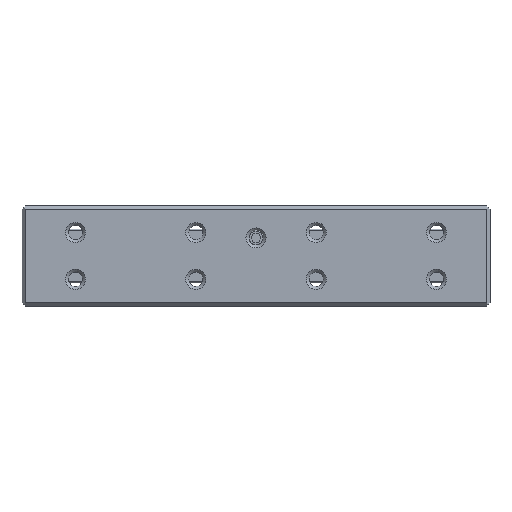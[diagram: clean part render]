
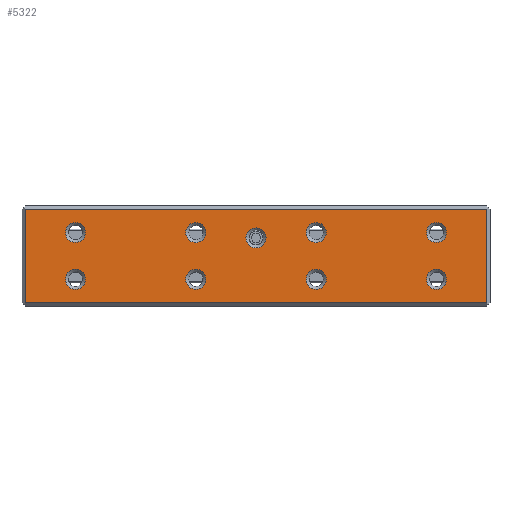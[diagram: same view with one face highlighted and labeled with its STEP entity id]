
A CAD part, top view. The second image highlights one B-rep face of the part: STEP entity #5322.
In plain terms, the highlighted planar face has unit normal (0, 0, 1).
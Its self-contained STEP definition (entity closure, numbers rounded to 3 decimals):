
#5322=ADVANCED_FACE('',(#9389,#9390,#9391,#9392,#9393,#9394,#9395,#9396,
#9397,#9398),#6021,.T.);
#6021=PLANE('',#17300);
#6913=LINE('',#22246,#8321);
#6914=LINE('',#22249,#8322);
#6915=LINE('',#22251,#8323);
#6916=LINE('',#22253,#8324);
#8321=VECTOR('',#18482,1.);
#8322=VECTOR('',#18483,1.);
#8323=VECTOR('',#18484,1.);
#8324=VECTOR('',#18485,1.);
#9389=FACE_BOUND('',#9639,.T.);
#9390=FACE_BOUND('',#9640,.T.);
#9391=FACE_BOUND('',#9641,.T.);
#9392=FACE_BOUND('',#9642,.T.);
#9393=FACE_BOUND('',#9643,.T.);
#9394=FACE_BOUND('',#9644,.T.);
#9395=FACE_BOUND('',#9645,.T.);
#9396=FACE_BOUND('',#9646,.T.);
#9397=FACE_BOUND('',#9647,.T.);
#9398=FACE_BOUND('',#9648,.T.);
#9639=EDGE_LOOP('',(#11101));
#9640=EDGE_LOOP('',(#11102));
#9641=EDGE_LOOP('',(#11103));
#9642=EDGE_LOOP('',(#11104));
#9643=EDGE_LOOP('',(#11105));
#9644=EDGE_LOOP('',(#11106));
#9645=EDGE_LOOP('',(#11107));
#9646=EDGE_LOOP('',(#11108));
#9647=EDGE_LOOP('',(#11109));
#9648=EDGE_LOOP('',(#11110,#11111,#11112,#11113));
#11101=ORIENTED_EDGE('',*,*,#15903,.T.);
#11102=ORIENTED_EDGE('',*,*,#15904,.T.);
#11103=ORIENTED_EDGE('',*,*,#15905,.T.);
#11104=ORIENTED_EDGE('',*,*,#15906,.T.);
#11105=ORIENTED_EDGE('',*,*,#15907,.T.);
#11106=ORIENTED_EDGE('',*,*,#15908,.T.);
#11107=ORIENTED_EDGE('',*,*,#15909,.T.);
#11108=ORIENTED_EDGE('',*,*,#15910,.T.);
#11109=ORIENTED_EDGE('',*,*,#15911,.T.);
#11110=ORIENTED_EDGE('',*,*,#15912,.T.);
#11111=ORIENTED_EDGE('',*,*,#15913,.T.);
#11112=ORIENTED_EDGE('',*,*,#15914,.T.);
#11113=ORIENTED_EDGE('',*,*,#15915,.T.);
#14629=VERTEX_POINT('',#22229);
#14630=VERTEX_POINT('',#22231);
#14631=VERTEX_POINT('',#22233);
#14632=VERTEX_POINT('',#22235);
#14633=VERTEX_POINT('',#22237);
#14634=VERTEX_POINT('',#22239);
#14635=VERTEX_POINT('',#22241);
#14636=VERTEX_POINT('',#22243);
#14637=VERTEX_POINT('',#22245);
#14638=VERTEX_POINT('',#22247);
#14639=VERTEX_POINT('',#22248);
#14640=VERTEX_POINT('',#22250);
#14641=VERTEX_POINT('',#22252);
#15903=EDGE_CURVE('',#14629,#14629,#17143,.T.);
#15904=EDGE_CURVE('',#14630,#14630,#17144,.T.);
#15905=EDGE_CURVE('',#14631,#14631,#17145,.T.);
#15906=EDGE_CURVE('',#14632,#14632,#17146,.T.);
#15907=EDGE_CURVE('',#14633,#14633,#17147,.T.);
#15908=EDGE_CURVE('',#14634,#14634,#17148,.T.);
#15909=EDGE_CURVE('',#14635,#14635,#17149,.T.);
#15910=EDGE_CURVE('',#14636,#14636,#17150,.T.);
#15911=EDGE_CURVE('',#14637,#14637,#17151,.T.);
#15912=EDGE_CURVE('',#14638,#14639,#6913,.T.);
#15913=EDGE_CURVE('',#14639,#14640,#6914,.T.);
#15914=EDGE_CURVE('',#14640,#14641,#6915,.T.);
#15915=EDGE_CURVE('',#14641,#14638,#6916,.T.);
#17143=CIRCLE('',#17291,1.5);
#17144=CIRCLE('',#17292,1.5);
#17145=CIRCLE('',#17293,1.5);
#17146=CIRCLE('',#17294,1.5);
#17147=CIRCLE('',#17295,1.5);
#17148=CIRCLE('',#17296,1.5);
#17149=CIRCLE('',#17297,1.5);
#17150=CIRCLE('',#17298,1.5);
#17151=CIRCLE('',#17299,1.5);
#17291=AXIS2_PLACEMENT_3D('',#22228,#18464,#18465);
#17292=AXIS2_PLACEMENT_3D('',#22230,#18466,#18467);
#17293=AXIS2_PLACEMENT_3D('',#22232,#18468,#18469);
#17294=AXIS2_PLACEMENT_3D('',#22234,#18470,#18471);
#17295=AXIS2_PLACEMENT_3D('',#22236,#18472,#18473);
#17296=AXIS2_PLACEMENT_3D('',#22238,#18474,#18475);
#17297=AXIS2_PLACEMENT_3D('',#22240,#18476,#18477);
#17298=AXIS2_PLACEMENT_3D('',#22242,#18478,#18479);
#17299=AXIS2_PLACEMENT_3D('',#22244,#18480,#18481);
#17300=AXIS2_PLACEMENT_3D('',#22254,#18486,#18487);
#18464=DIRECTION('',(0.,0.,-1.));
#18465=DIRECTION('',(1.,0.,0.));
#18466=DIRECTION('',(0.,0.,-1.));
#18467=DIRECTION('',(1.,0.,0.));
#18468=DIRECTION('',(0.,0.,-1.));
#18469=DIRECTION('',(1.,0.,0.));
#18470=DIRECTION('',(0.,0.,-1.));
#18471=DIRECTION('',(1.,0.,0.));
#18472=DIRECTION('',(0.,0.,-1.));
#18473=DIRECTION('',(1.,0.,0.));
#18474=DIRECTION('',(0.,0.,-1.));
#18475=DIRECTION('',(1.,0.,0.));
#18476=DIRECTION('',(0.,0.,-1.));
#18477=DIRECTION('',(1.,0.,0.));
#18478=DIRECTION('',(0.,0.,-1.));
#18479=DIRECTION('',(1.,0.,0.));
#18480=DIRECTION('',(0.,0.,-1.));
#18481=DIRECTION('',(1.,0.,0.));
#18482=DIRECTION('',(1.,0.,0.));
#18483=DIRECTION('',(0.,1.,0.));
#18484=DIRECTION('',(-1.,0.,0.));
#18485=DIRECTION('',(0.,-1.,0.));
#18486=DIRECTION('',(0.,0.,1.));
#18487=DIRECTION('',(1.,0.,0.));
#22228=CARTESIAN_POINT('',(-9.,-15.3,8.));
#22229=CARTESIAN_POINT('',(-7.5,-15.3,8.));
#22230=CARTESIAN_POINT('',(18.,-21.5,8.));
#22231=CARTESIAN_POINT('',(19.5,-21.5,8.));
#22232=CARTESIAN_POINT('',(18.,-14.5,8.));
#22233=CARTESIAN_POINT('',(19.5,-14.5,8.));
#22234=CARTESIAN_POINT('',(0.,-21.5,8.));
#22235=CARTESIAN_POINT('',(1.5,-21.5,8.));
#22236=CARTESIAN_POINT('',(0.,-14.5,8.));
#22237=CARTESIAN_POINT('',(1.5,-14.5,8.));
#22238=CARTESIAN_POINT('',(-18.,-21.5,8.));
#22239=CARTESIAN_POINT('',(-16.5,-21.5,8.));
#22240=CARTESIAN_POINT('',(-18.,-14.5,8.));
#22241=CARTESIAN_POINT('',(-16.5,-14.5,8.));
#22242=CARTESIAN_POINT('',(-36.,-21.5,8.));
#22243=CARTESIAN_POINT('',(-34.5,-21.5,8.));
#22244=CARTESIAN_POINT('',(-36.,-14.5,8.));
#22245=CARTESIAN_POINT('',(-34.5,-14.5,8.));
#22246=CARTESIAN_POINT('',(-9.,-25.,8.));
#22247=CARTESIAN_POINT('',(-43.5,-25.,8.));
#22248=CARTESIAN_POINT('',(25.5,-25.,8.));
#22249=CARTESIAN_POINT('',(25.5,-18.,8.));
#22250=CARTESIAN_POINT('',(25.5,-11.,8.));
#22251=CARTESIAN_POINT('',(-9.,-11.,8.));
#22252=CARTESIAN_POINT('',(-43.5,-11.,8.));
#22253=CARTESIAN_POINT('',(-43.5,-18.,8.));
#22254=CARTESIAN_POINT('',(-9.,-18.,8.));
